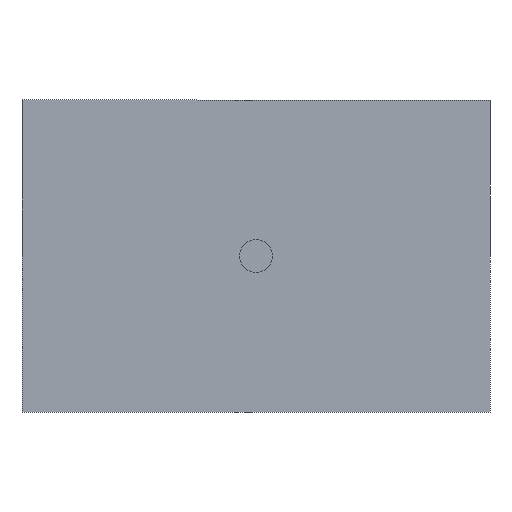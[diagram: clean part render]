
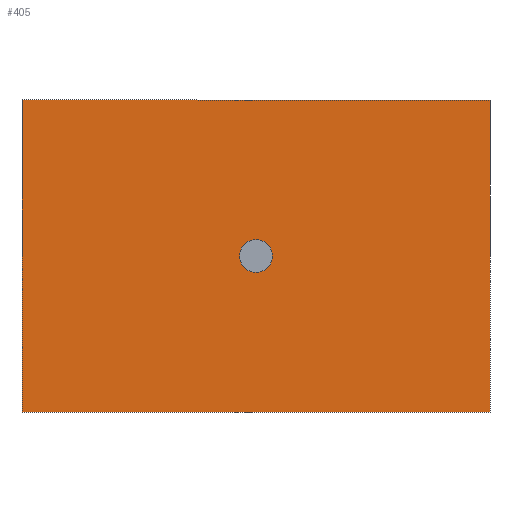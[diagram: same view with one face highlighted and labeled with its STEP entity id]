
A CAD part, front view. The second image highlights one B-rep face of the part: STEP entity #405.
In plain terms, the highlighted planar face has unit normal (0, -1, 0).
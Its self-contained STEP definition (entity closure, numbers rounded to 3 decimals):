
#3 = CARTESIAN_POINT ( 'NONE',  ( -150., 0., -89.5 ) ) ;
#10 = CARTESIAN_POINT ( 'NONE',  ( -300., 0., -200. ) ) ;
#20 = ORIENTED_EDGE ( 'NONE', *, *, #431, .F. ) ;
#23 = VERTEX_POINT ( 'NONE', #62 ) ;
#25 = ORIENTED_EDGE ( 'NONE', *, *, #425, .F. ) ;
#43 = DIRECTION ( 'NONE',  ( 0., 0., 1. ) ) ;
#45 = VERTEX_POINT ( 'NONE', #129 ) ;
#47 = DIRECTION ( 'NONE',  ( 0., 1., 0. ) ) ;
#49 = VERTEX_POINT ( 'NONE', #123 ) ;
#62 = CARTESIAN_POINT ( 'NONE',  ( 0., 0., 0. ) ) ;
#69 = CARTESIAN_POINT ( 'NONE',  ( -150., 0., -100. ) ) ;
#78 = VERTEX_POINT ( 'NONE', #298 ) ;
#82 = ORIENTED_EDGE ( 'NONE', *, *, #428, .F. ) ;
#119 = VERTEX_POINT ( 'NONE', #10 ) ;
#123 = CARTESIAN_POINT ( 'NONE',  ( -300., 0., 0. ) ) ;
#126 = VERTEX_POINT ( 'NONE', #3 ) ;
#129 = CARTESIAN_POINT ( 'NONE',  ( -150., 0., -110.5 ) ) ;
#156 = DIRECTION ( 'NONE',  ( 1., 0., 0. ) ) ;
#158 = CARTESIAN_POINT ( 'NONE',  ( 0., 0., 0. ) ) ;
#159 = LINE ( 'NONE', #158, #368 ) ;
#166 = DIRECTION ( 'NONE',  ( 0., 0., 1. ) ) ;
#167 = CARTESIAN_POINT ( 'NONE',  ( -300., 0., 0. ) ) ;
#168 = LINE ( 'NONE', #167, #366 ) ;
#175 = DIRECTION ( 'NONE',  ( -1., 0., 0. ) ) ;
#176 = CARTESIAN_POINT ( 'NONE',  ( 0., 0., -200. ) ) ;
#177 = LINE ( 'NONE', #176, #363 ) ;
#182 = DIRECTION ( 'NONE',  ( 0., 0., 1. ) ) ;
#183 = DIRECTION ( 'NONE',  ( 0., 1., 0. ) ) ;
#185 = CARTESIAN_POINT ( 'NONE',  ( -150., 0., -100. ) ) ;
#191 = DIRECTION ( 'NONE',  ( 0., 0., -1. ) ) ;
#192 = CARTESIAN_POINT ( 'NONE',  ( 0., 0., 0. ) ) ;
#194 = LINE ( 'NONE', #192, #357 ) ;
#225 = EDGE_LOOP ( 'NONE', ( #302, #20, #82, #25 ) ) ;
#233 = DIRECTION ( 'NONE',  ( 0., 1., 0. ) ) ;
#235 = CARTESIAN_POINT ( 'NONE',  ( 0., 0., -200. ) ) ;
#236 = FACE_BOUND ( 'NONE', #300, .T. ) ;
#238 = FACE_OUTER_BOUND ( 'NONE', #225, .T. ) ;
#240 = PLANE ( 'NONE',  #348 ) ;
#242 = DIRECTION ( 'NONE',  ( 0., 0., 1. ) ) ;
#262 = ORIENTED_EDGE ( 'NONE', *, *, #394, .T. ) ;
#298 = CARTESIAN_POINT ( 'NONE',  ( 0., 0., -200. ) ) ;
#300 = EDGE_LOOP ( 'NONE', ( #262, #306 ) ) ;
#302 = ORIENTED_EDGE ( 'NONE', *, *, #420, .F. ) ;
#306 = ORIENTED_EDGE ( 'NONE', *, *, #422, .T. ) ;
#327 = CIRCLE ( 'NONE', #331, 10.5 ) ;
#331 = AXIS2_PLACEMENT_3D ( 'NONE', #69, #47, #43 ) ;
#348 = AXIS2_PLACEMENT_3D ( 'NONE', #235, #233, #242 ) ;
#357 = VECTOR ( 'NONE', #191, 1000. ) ;
#359 = CIRCLE ( 'NONE', #361, 10.5 ) ;
#361 = AXIS2_PLACEMENT_3D ( 'NONE', #185, #183, #182 ) ;
#363 = VECTOR ( 'NONE', #175, 1000. ) ;
#366 = VECTOR ( 'NONE', #166, 1000. ) ;
#368 = VECTOR ( 'NONE', #156, 1000. ) ;
#394 = EDGE_CURVE ( 'NONE', #126, #45, #327, .T. ) ;
#405 = ADVANCED_FACE ( 'NONE', ( #236, #238 ), #240, .F. ) ;
#420 = EDGE_CURVE ( 'NONE', #23, #78, #194, .T. ) ;
#422 = EDGE_CURVE ( 'NONE', #45, #126, #359, .T. ) ;
#425 = EDGE_CURVE ( 'NONE', #78, #119, #177, .T. ) ;
#428 = EDGE_CURVE ( 'NONE', #119, #49, #168, .T. ) ;
#431 = EDGE_CURVE ( 'NONE', #49, #23, #159, .T. ) ;
